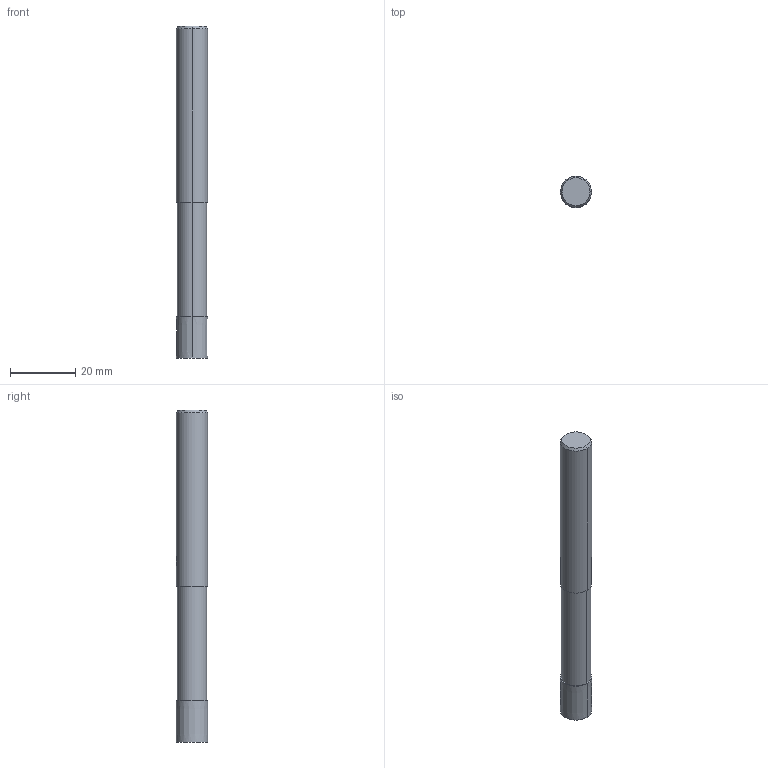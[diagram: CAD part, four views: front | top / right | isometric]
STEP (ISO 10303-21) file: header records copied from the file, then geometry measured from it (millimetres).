
FILE_DESCRIPTION(('no description'),'unknown implementation level');
FILE_NAME('solidrr_xaYP_QGrDQrVIl0HK_pbC1Sk_1.STP',' ',('CIMSOURCE GmbH'),('CADClick - KiM GmbH - www.kimweb.de'),'unknown preprocess','ACIS','unknown authorization');
FILE_SCHEMA(('automotive_design'));
Length unit declared in the file: millimetre
Products named in the file (2): NOCUT; CUT
Bounding box: 9.53 x 9.53 x 101.6 mm (x, y, z)
Volume: 6952.4 mm3; surface area: 3271.2 mm2
Topology: 2 solids, 2 shells, 30 faces, 73 edges, 46 vertices
Faces by surface type: cylinder 12, plane 10, cone 8
Entity records: 1958 total; most frequent: CARTESIAN_POINT 401, DIRECTION 151, STYLED_ITEM 147, PRESENTATION_STYLE_ASSIGNMENT 147, COLOUR_RGB 147, ORIENTED_EDGE 138, EDGE_CURVE 69, CURVE_STYLE 69
